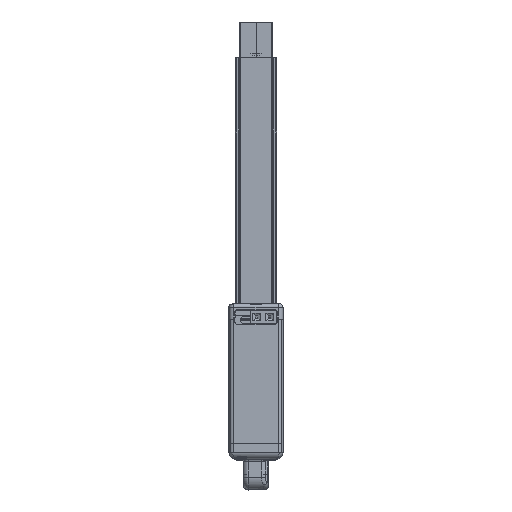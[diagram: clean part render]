
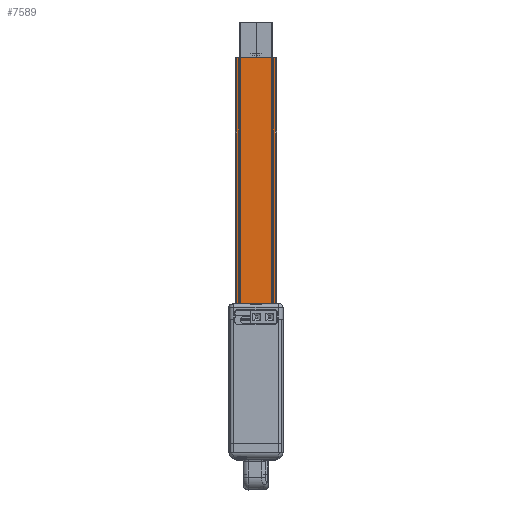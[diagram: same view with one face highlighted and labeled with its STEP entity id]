
A CAD part, top view. The second image highlights one B-rep face of the part: STEP entity #7589.
In plain terms, the highlighted planar face has unit normal (0, 0, 1).
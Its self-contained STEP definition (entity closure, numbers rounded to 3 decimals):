
#7210=DIRECTION('',(1.,0.,0.));
#7211=VECTOR('',#7210,7.55);
#7212=CARTESIAN_POINT('',(-12.468,132.3,-13.654));
#7213=LINE('',#7212,#7211);
#7306=DIRECTION('',(0.,-1.,0.));
#7307=VECTOR('',#7306,60.);
#7308=CARTESIAN_POINT('',(-12.468,132.3,-13.654));
#7309=LINE('',#7308,#7307);
#7310=DIRECTION('',(0.,-1.,0.));
#7311=VECTOR('',#7310,60.);
#7312=CARTESIAN_POINT('',(-4.918,132.3,-13.654));
#7313=LINE('',#7312,#7311);
#7314=DIRECTION('',(-1.,0.,0.));
#7315=VECTOR('',#7314,7.55);
#7316=CARTESIAN_POINT('',(-4.918,72.3,-13.654));
#7317=LINE('',#7316,#7315);
#7387=CARTESIAN_POINT('',(-12.468,72.3,-13.654));
#7389=VERTEX_POINT('',#7387);
#7393=CARTESIAN_POINT('',(-12.468,132.3,-13.654));
#7394=VERTEX_POINT('',#7393);
#7396=CARTESIAN_POINT('',(-4.918,72.3,-13.654));
#7398=VERTEX_POINT('',#7396);
#7399=CARTESIAN_POINT('',(-4.918,132.3,-13.654));
#7400=VERTEX_POINT('',#7399);
#7576=CARTESIAN_POINT('',(-12.718,72.3,-13.654));
#7577=DIRECTION('',(0.,0.,1.));
#7578=DIRECTION('',(1.,0.,0.));
#7579=AXIS2_PLACEMENT_3D('',#7576,#7577,#7578);
#7580=PLANE('',#7579);
#7582=ORIENTED_EDGE('',*,*,#7581,.F.);
#7583=ORIENTED_EDGE('',*,*,#7418,.T.);
#7584=ORIENTED_EDGE('',*,*,#7569,.T.);
#7586=ORIENTED_EDGE('',*,*,#7585,.T.);
#7587=EDGE_LOOP('',(#7582,#7583,#7584,#7586));
#7588=FACE_OUTER_BOUND('',#7587,.F.);
#7589=ADVANCED_FACE('',(#7588),#7580,.T.);
#7418=EDGE_CURVE('',#7394,#7400,#7213,.T.);
#7569=EDGE_CURVE('',#7400,#7398,#7313,.T.);
#7581=EDGE_CURVE('',#7394,#7389,#7309,.T.);
#7585=EDGE_CURVE('',#7398,#7389,#7317,.T.);
